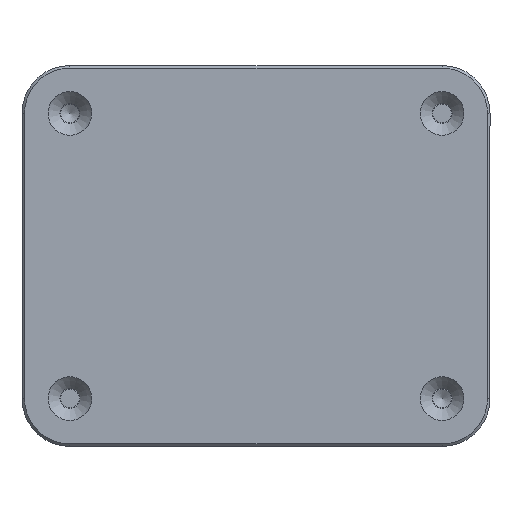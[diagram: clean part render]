
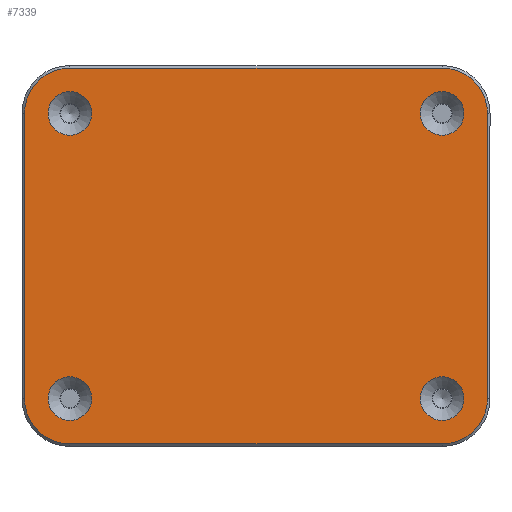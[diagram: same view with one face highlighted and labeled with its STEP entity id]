
A CAD part, front view. The second image highlights one B-rep face of the part: STEP entity #7339.
In plain terms, the highlighted planar face has unit normal (0, -1, 0).
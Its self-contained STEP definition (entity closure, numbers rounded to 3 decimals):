
#175=FACE_BOUND('',#1234,.T.);
#176=FACE_BOUND('',#1235,.T.);
#177=FACE_BOUND('',#1236,.T.);
#178=FACE_BOUND('',#1237,.T.);
#611=CIRCLE('',#7832,3.5);
#614=CIRCLE('',#7837,3.5);
#617=CIRCLE('',#7842,3.5);
#620=CIRCLE('',#7847,3.5);
#624=CIRCLE('',#7854,7.28);
#626=CIRCLE('',#7857,7.28);
#628=CIRCLE('',#7862,7.28);
#630=CIRCLE('',#7865,7.28);
#769=FACE_OUTER_BOUND('',#1233,.T.);
#1233=EDGE_LOOP('',(#5082,#5083,#5084,#5085,#5086,#5087,#5088,#5089));
#1234=EDGE_LOOP('',(#5090));
#1235=EDGE_LOOP('',(#5091));
#1236=EDGE_LOOP('',(#5092));
#1237=EDGE_LOOP('',(#5093));
#1756=LINE('',#9995,#2430);
#1761=LINE('',#10013,#2435);
#1764=LINE('',#10019,#2438);
#1768=LINE('',#10034,#2442);
#2430=VECTOR('',#8433,10.);
#2435=VECTOR('',#8452,10.);
#2438=VECTOR('',#8457,10.);
#2442=VECTOR('',#8475,10.);
#3100=VERTEX_POINT('',#9948);
#3103=VERTEX_POINT('',#9958);
#3106=VERTEX_POINT('',#9968);
#3109=VERTEX_POINT('',#9978);
#3112=VERTEX_POINT('',#9988);
#3115=VERTEX_POINT('',#9993);
#3117=VERTEX_POINT('',#9999);
#3118=VERTEX_POINT('',#10003);
#3121=VERTEX_POINT('',#10011);
#3122=VERTEX_POINT('',#10015);
#3125=VERTEX_POINT('',#10023);
#3126=VERTEX_POINT('',#10027);
#3811=EDGE_CURVE('',#3100,#3100,#611,.T.);
#3816=EDGE_CURVE('',#3103,#3103,#614,.T.);
#3821=EDGE_CURVE('',#3106,#3106,#617,.T.);
#3826=EDGE_CURVE('',#3109,#3109,#620,.T.);
#3834=EDGE_CURVE('',#3115,#3112,#1756,.T.);
#3837=EDGE_CURVE('',#3117,#3115,#624,.T.);
#3840=EDGE_CURVE('',#3112,#3118,#626,.T.);
#3843=EDGE_CURVE('',#3121,#3117,#1761,.T.);
#3846=EDGE_CURVE('',#3118,#3122,#1764,.T.);
#3849=EDGE_CURVE('',#3125,#3121,#628,.T.);
#3852=EDGE_CURVE('',#3122,#3126,#630,.T.);
#3854=EDGE_CURVE('',#3126,#3125,#1768,.T.);
#5082=ORIENTED_EDGE('',*,*,#3834,.F.);
#5083=ORIENTED_EDGE('',*,*,#3837,.F.);
#5084=ORIENTED_EDGE('',*,*,#3843,.F.);
#5085=ORIENTED_EDGE('',*,*,#3849,.F.);
#5086=ORIENTED_EDGE('',*,*,#3854,.F.);
#5087=ORIENTED_EDGE('',*,*,#3852,.F.);
#5088=ORIENTED_EDGE('',*,*,#3846,.F.);
#5089=ORIENTED_EDGE('',*,*,#3840,.F.);
#5090=ORIENTED_EDGE('',*,*,#3811,.T.);
#5091=ORIENTED_EDGE('',*,*,#3816,.T.);
#5092=ORIENTED_EDGE('',*,*,#3821,.T.);
#5093=ORIENTED_EDGE('',*,*,#3826,.T.);
#7075=PLANE('',#7871);
#7339=ADVANCED_FACE('',(#769,#175,#176,#177,#178),#7075,.F.);
#7832=AXIS2_PLACEMENT_3D('',#9949,#8382,#8383);
#7837=AXIS2_PLACEMENT_3D('',#9959,#8394,#8395);
#7842=AXIS2_PLACEMENT_3D('',#9969,#8406,#8407);
#7847=AXIS2_PLACEMENT_3D('',#9979,#8418,#8419);
#7854=AXIS2_PLACEMENT_3D('',#10001,#8439,#8440);
#7857=AXIS2_PLACEMENT_3D('',#10007,#8446,#8447);
#7862=AXIS2_PLACEMENT_3D('',#10025,#8463,#8464);
#7865=AXIS2_PLACEMENT_3D('',#10031,#8470,#8471);
#7871=AXIS2_PLACEMENT_3D('',#10044,#8489,#8490);
#8382=DIRECTION('center_axis',(0.,1.,0.));
#8383=DIRECTION('ref_axis',(0.,0.,-1.));
#8394=DIRECTION('center_axis',(0.,1.,0.));
#8395=DIRECTION('ref_axis',(0.,0.,-1.));
#8406=DIRECTION('center_axis',(0.,1.,0.));
#8407=DIRECTION('ref_axis',(0.,0.,-1.));
#8418=DIRECTION('center_axis',(0.,1.,0.));
#8419=DIRECTION('ref_axis',(0.,0.,-1.));
#8433=DIRECTION('',(0.,0.,-1.));
#8439=DIRECTION('center_axis',(0.,1.,0.));
#8440=DIRECTION('ref_axis',(0.,0.,1.));
#8446=DIRECTION('center_axis',(0.,1.,0.));
#8447=DIRECTION('ref_axis',(1.,0.,0.));
#8452=DIRECTION('',(1.,0.,0.));
#8457=DIRECTION('',(-1.,0.,0.));
#8463=DIRECTION('center_axis',(0.,1.,0.));
#8464=DIRECTION('ref_axis',(-1.,0.,0.));
#8470=DIRECTION('center_axis',(0.,1.,0.));
#8471=DIRECTION('ref_axis',(0.,0.,
-1.));
#8475=DIRECTION('',(0.,0.,1.));
#8489=DIRECTION('center_axis',(0.,1.,0.));
#8490=DIRECTION('ref_axis',(-1.,0.,0.));
#9948=CARTESIAN_POINT('',(-31.07,-0.004,-18.434));
#9949=CARTESIAN_POINT('Origin',(-31.07,-0.004,
-21.934));
#9958=CARTESIAN_POINT('',(28.62,-0.004,27.286));
#9959=CARTESIAN_POINT('Origin',(28.62,-0.004,23.786));
#9968=CARTESIAN_POINT('',(-31.07,-0.004,27.286));
#9969=CARTESIAN_POINT('Origin',(-31.07,-0.004,
23.786));
#9978=CARTESIAN_POINT('',(28.62,-0.004,-18.434));
#9979=CARTESIAN_POINT('Origin',(28.62,-0.004,-21.934));
#9988=CARTESIAN_POINT('',(35.9,-0.004,-21.934));
#9993=CARTESIAN_POINT('',(35.9,-0.004,23.786));
#9995=CARTESIAN_POINT('',(35.9,-0.004,12.356));
#9999=CARTESIAN_POINT('',(28.62,-0.004,31.066));
#10001=CARTESIAN_POINT('Origin',(28.62,-0.004,
23.786));
#10003=CARTESIAN_POINT('',(28.62,-0.004,-29.214));
#10007=CARTESIAN_POINT('Origin',(28.62,-0.004,
-21.934));
#10011=CARTESIAN_POINT('',(-31.07,-0.004,31.066));
#10013=CARTESIAN_POINT('',(-16.148,-0.004,31.066));
#10015=CARTESIAN_POINT('',(-31.07,-0.004,-29.214));
#10019=CARTESIAN_POINT('',(13.697,-0.004,-29.214));
#10023=CARTESIAN_POINT('',(-38.35,-0.004,23.786));
#10025=CARTESIAN_POINT('Origin',(-31.07,-0.004,
23.786));
#10027=CARTESIAN_POINT('',(-38.35,-0.004,-21.934));
#10031=CARTESIAN_POINT('Origin',(-31.07,-0.004,
-21.934));
#10034=CARTESIAN_POINT('',(-38.35,-0.004,-10.504));
#10044=CARTESIAN_POINT('Origin',(-1.225,-0.004,
0.926));
